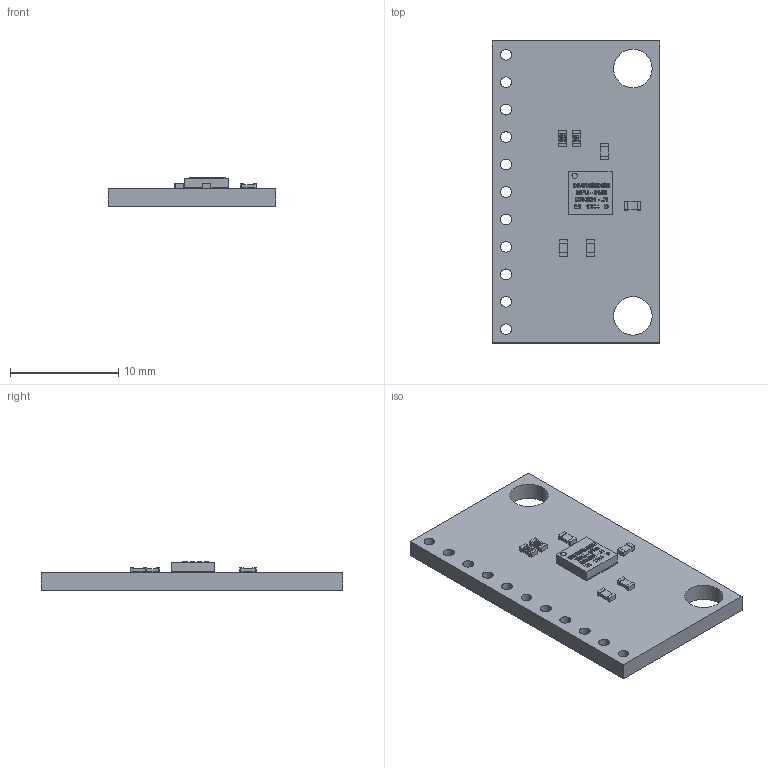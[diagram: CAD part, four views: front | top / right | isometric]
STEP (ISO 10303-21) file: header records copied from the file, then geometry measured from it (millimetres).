
FILE_DESCRIPTION (( 'STEP AP214' ), '1' );
FILE_NAME ('STEP_MPU-9150_(Assembly).STEP', '2015-03-11T19:34:14', ( '' ), ( '' ), 'SwSTEP 2.0', 'SolidWorks 2014', '' );
FILE_SCHEMA (( 'AUTOMOTIVE_DESIGN' ));
Length unit declared in the file: millimetre
Products named in the file (5): MPU-9150_(0603_SMD2)_Valor predeterminado; MPU-9150_(0603_SMD1)_Valor predeterminado; MPU-9150_(Chip); MPU-9150_(CI_Board); STEP_MPU-9150_(Assembly)
Assembly tree (8 placements, depth 2):
  STEP_MPU-9150_(Assembly)
    MPU-9150_(CI_Board)
    MPU-9150_(Chip)
    MPU-9150_(0603_SMD1)_Valor predeterminado  x2
    MPU-9150_(0603_SMD2)_Valor predeterminado  x4
Bounding box: 15.5 x 27.94 x 2.61 mm (x, y, z)
Volume: 665.9 mm3; surface area: 1114.4 mm2
Topology: 8 solids, 8 shells, 981 faces, 2618 edges, 1728 vertices
Faces by surface type: plane 629, bspline 324, cylinder 28
Entity records: 36691 total; most frequent: CARTESIAN_POINT 9069, ORIENTED_EDGE 4370, DIRECTION 2703, EDGE_CURVE 2185, LINE 1535, VECTOR 1535, VERTEX_POINT 1450, EDGE_LOOP 911
